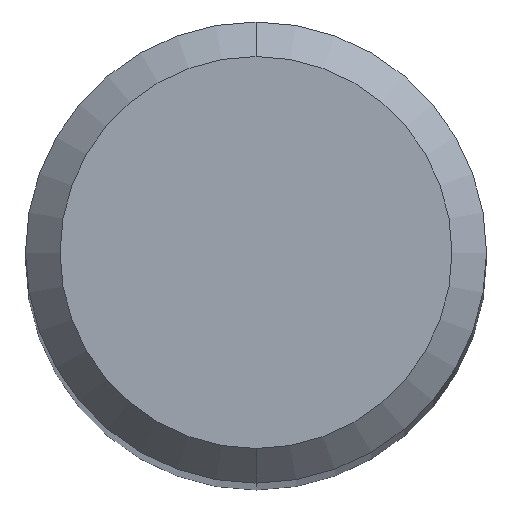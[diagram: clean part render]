
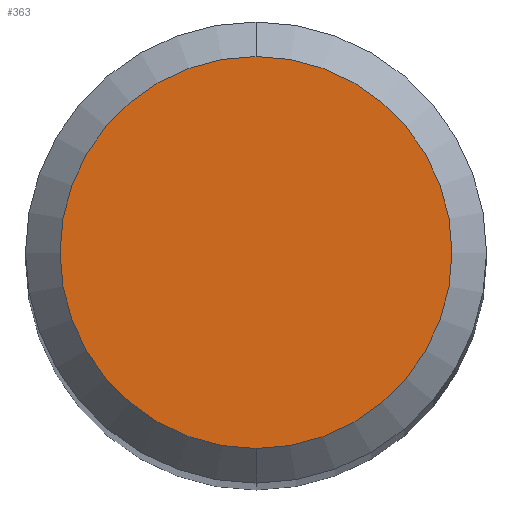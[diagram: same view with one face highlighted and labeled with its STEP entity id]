
A CAD part, top view. The second image highlights one B-rep face of the part: STEP entity #363.
In plain terms, the highlighted planar face has unit normal (0, 0, 1).
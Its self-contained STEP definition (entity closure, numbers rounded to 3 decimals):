
#193=VERTEX_POINT('',#503);
#249=VERTEX_POINT('',#564);
#363=ADVANCED_FACE('',(#688),#689,.T.);
#381=EDGE_CURVE('',#249,#193,#709,.T.);
#383=EDGE_CURVE('',#193,#249,#711,.T.);
#503=CARTESIAN_POINT('',(0.0,1.7,0.0));
#564=CARTESIAN_POINT('',(0.,-1.7,0.0));
#688=FACE_OUTER_BOUND('',#1208,.T.);
#689=PLANE('',#1209);
#709=CIRCLE('',#1248,1.7);
#711=CIRCLE('',#1251,1.7);
#1208=EDGE_LOOP('',(#1657,#1658));
#1209=AXIS2_PLACEMENT_3D('',#1659,#1660,#1661);
#1248=AXIS2_PLACEMENT_3D('',#1691,#1692,#1693);
#1251=AXIS2_PLACEMENT_3D('',#1694,#1695,#1696);
#1657=ORIENTED_EDGE('',*,*,#383,.F.);
#1658=ORIENTED_EDGE('',*,*,#381,.F.);
#1659=CARTESIAN_POINT('',(0.0,0.85,0.0));
#1660=DIRECTION('',(-0.0,0.0,1.0));
#1661=DIRECTION('',(0.0,-1.0,0.0));
#1691=CARTESIAN_POINT('',(0.0,0.0,0.0));
#1692=DIRECTION('',(0.0,0.0,-1.0));
#1693=DIRECTION('',(0.0,1.0,0.0));
#1694=CARTESIAN_POINT('',(0.0,0.0,0.0));
#1695=DIRECTION('',(0.0,0.0,-1.0));
#1696=DIRECTION('',(0.0,1.0,0.0));
